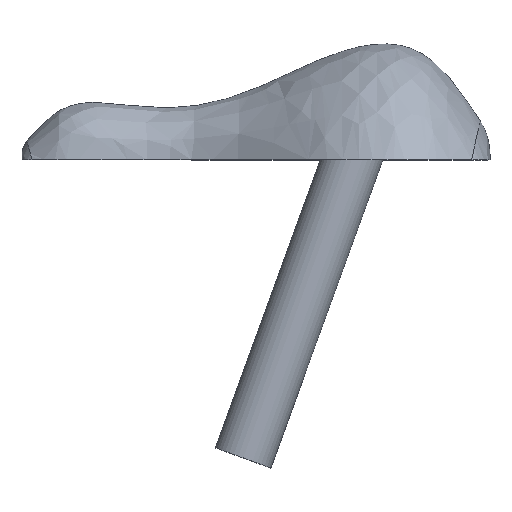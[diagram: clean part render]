
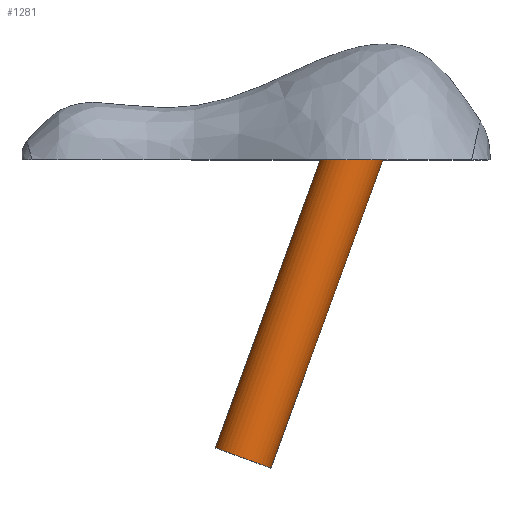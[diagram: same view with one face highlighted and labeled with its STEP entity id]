
A CAD part, top view. The second image highlights one B-rep face of the part: STEP entity #1281.
In plain terms, the highlighted cylindrical face has radius 14 mm (diameter 28 mm), a partial arc.
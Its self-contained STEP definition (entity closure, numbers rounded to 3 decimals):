
#49 = VERTEX_POINT ( 'NONE', #1016 ) ;
#92 = DIRECTION ( 'NONE',  ( 0.342, 0.94, 0. ) ) ;
#94 = EDGE_CURVE ( 'NONE', #49, #132, #177, .T. ) ;
#132 = VERTEX_POINT ( 'NONE', #464 ) ;
#177 = CIRCLE ( 'NONE', #254, 14. ) ;
#250 = ORIENTED_EDGE ( 'NONE', *, *, #94, .T. ) ;
#254 = AXIS2_PLACEMENT_3D ( 'NONE', #881, #1195, #985 ) ;
#322 = CARTESIAN_POINT ( 'NONE',  ( 5.729, -146.502, 0. ) ) ;
#408 = CARTESIAN_POINT ( 'NONE',  ( -20.583, -136.926, 0. ) ) ;
#464 = CARTESIAN_POINT ( 'NONE',  ( 34.482, 14.365, 0. ) ) ;
#466 = ORIENTED_EDGE ( 'NONE', *, *, #1303, .F. ) ;
#489 = VECTOR ( 'NONE', #92, 1000. ) ;
#526 = CARTESIAN_POINT ( 'NONE',  ( -7.427, -141.714, 0. ) ) ;
#582 = DIRECTION ( 'NONE',  ( 0.94, -0.342, 0. ) ) ;
#618 = AXIS2_PLACEMENT_3D ( 'NONE', #526, #1061, #730 ) ;
#641 = CYLINDRICAL_SURFACE ( 'NONE', #618, 14. ) ;
#698 = CARTESIAN_POINT ( 'NONE',  ( -20.583, -136.926, 0. ) ) ;
#730 = DIRECTION ( 'NONE',  ( -0.94, 0.342, 0. ) ) ;
#798 = CARTESIAN_POINT ( 'NONE',  ( -7.427, -141.714, 0. ) ) ;
#803 = AXIS2_PLACEMENT_3D ( 'NONE', #798, #1242, #582 ) ;
#866 = ORIENTED_EDGE ( 'NONE', *, *, #1366, .T. ) ;
#881 = CARTESIAN_POINT ( 'NONE',  ( 47.638, 9.577, 0. ) ) ;
#892 = ORIENTED_EDGE ( 'NONE', *, *, #1056, .F. ) ;
#945 = LINE ( 'NONE', #322, #1146 ) ;
#953 = LINE ( 'NONE', #408, #489 ) ;
#962 = FACE_OUTER_BOUND ( 'NONE', #1306, .T. ) ;
#985 = DIRECTION ( 'NONE',  ( -0.94, 0.342, 0. ) ) ;
#1016 = CARTESIAN_POINT ( 'NONE',  ( 60.794, 4.788, 0. ) ) ;
#1017 = VERTEX_POINT ( 'NONE', #698 ) ;
#1038 = CIRCLE ( 'NONE', #803, 14. ) ;
#1056 = EDGE_CURVE ( 'NONE', #1257, #1017, #1038, .T. ) ;
#1061 = DIRECTION ( 'NONE',  ( 0.342, 0.94, 0. ) ) ;
#1074 = DIRECTION ( 'NONE',  ( 0.342, 0.94, 0. ) ) ;
#1146 = VECTOR ( 'NONE', #1074, 1000. ) ;
#1195 = DIRECTION ( 'NONE',  ( -0.342, -0.94, 0. ) ) ;
#1242 = DIRECTION ( 'NONE',  ( -0.342, -0.94, 0. ) ) ;
#1257 = VERTEX_POINT ( 'NONE', #1273 ) ;
#1273 = CARTESIAN_POINT ( 'NONE',  ( 5.729, -146.502, 0. ) ) ;
#1281 = ADVANCED_FACE ( 'NONE', ( #962 ), #641, .T. ) ;
#1303 = EDGE_CURVE ( 'NONE', #1017, #132, #953, .T. ) ;
#1306 = EDGE_LOOP ( 'NONE', ( #892, #866, #250, #466 ) ) ;
#1366 = EDGE_CURVE ( 'NONE', #1257, #49, #945, .T. ) ;
